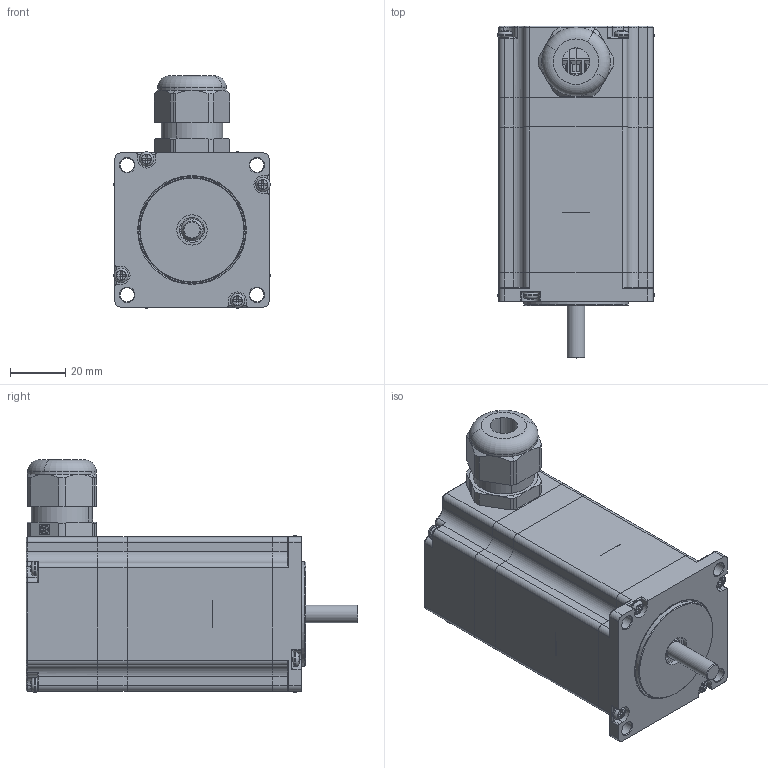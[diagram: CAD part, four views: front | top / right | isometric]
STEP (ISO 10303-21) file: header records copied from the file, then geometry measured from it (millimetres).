
FILE_DESCRIPTION(('HOOPS Exchange Step'),'2;1');
FILE_NAME('export-60159EFD-B88C-4998-B541-21C520A324AF.stp','2021-01-18T09:47:33+01:00',('User'),('Alibre'),'HOOPS Exchange 2020.1','Alibre','Unknown authorisation');
FILE_SCHEMA( ('AP242_MANAGED_MODEL_BASED_3D_ENGINEERING_MIM_LF {1 0 10303 442 1 1 4 }') );
Length unit declared in the file: millimetre
Products named in the file (24): 398-1 top cover; 4879 Cable Gland M20x1.5 Black; 398-2 M3x26 Bolt; 398-3 Back flange; 398-4 PCB standoff; 398-5 PCB; 398-6 M3x10 Bolt; 2002-2 Screw Terminal 2 pole RM 5.00mm; 2002-3 Screw Terminal 2 pole RM 5.00mm; 2002-1 Screw Terminal 2 pole RM 5.00mm; 2002 Screw Terminal 2 pole RM 5.00mm; 2003-3 Screw Terminal 3 pole RM5.00mm; 2003-1 Screw Terminal 2 pole RM 5.00mm; 2003-2 Screw Terminal 2 pole RM 5.00mm; 2003 Screw Terminal 3 pole RM5.00mm; 398-7 washer ring; 398-8 spring washer ring; 608 2Z; 398-9 magnet shaft; 398-10 magnet; 398-11 motor stack; 398-12 front flange; 398-13 M3x70 Bolt; 398 Stepper Motor DCNC-NEMA23-2.0Nm (IP54)
Assembly tree (32 placements, depth 3):
  398 Stepper Motor DCNC-NEMA23-2.0Nm (IP54)
    398-1 top cover
    4879 Cable Gland M20x1.5 Black
    398-2 M3x26 Bolt  x4
    398-3 Back flange
    398-4 PCB standoff  x2
    398-5 PCB
    398-6 M3x10 Bolt  x2
    2002 Screw Terminal 2 pole RM 5.00mm
      2002-2 Screw Terminal 2 pole RM 5.00mm
      2002-3 Screw Terminal 2 pole RM 5.00mm
      2002-1 Screw Terminal 2 pole RM 5.00mm
    2003 Screw Terminal 3 pole RM5.00mm
      2003-3 Screw Terminal 3 pole RM5.00mm
      2003-1 Screw Terminal 2 pole RM 5.00mm
      2003-2 Screw Terminal 2 pole RM 5.00mm
    398-7 washer ring
    398-8 spring washer ring
    608 2Z  x2
    398-9 magnet shaft
    398-10 magnet
    398-11 motor stack
    398-12 front flange
    398-13 M3x70 Bolt  x4
Bounding box: 56.8 x 120.6 x 84.4 mm (x, y, z)
Volume: 129324 mm3; surface area: 97721.1 mm2
Topology: 30 solids, 100 shells, 4685 faces, 12552 edges, 8165 vertices
Faces by surface type: plane 2502, extrusion 1122, cylinder 790, torus 109, cone 97, bspline 43, sphere 22
Full cylindrical faces by diameter (mm): 2.5 x12, 2.6 x4, 3 x8, 3.3 x8, 3.4 x8, 3.75 x2, 4.9 x2, 5.1 x4, 5.3 x10, 6 x1, 6.35 x1, 8 x2, 10 x2, 10.8 x1, 11 x1, 15 x1, 17.7 x1, 18 x1, 18.5 x1, 20 x1, 21.3 x1, 22 x2, 35 x2, 36 x2, 38.1 x1, 52 x1, 53 x3, 54 x1
Entity records: 133302 total; most frequent: CARTESIAN_POINT 35615, ORIENTED_EDGE 21470, DIRECTION 17053, EDGE_CURVE 10735, VECTOR 7565, VERTEX_POINT 7042, LINE 6443, AXIS2_PLACEMENT_3D 4744
